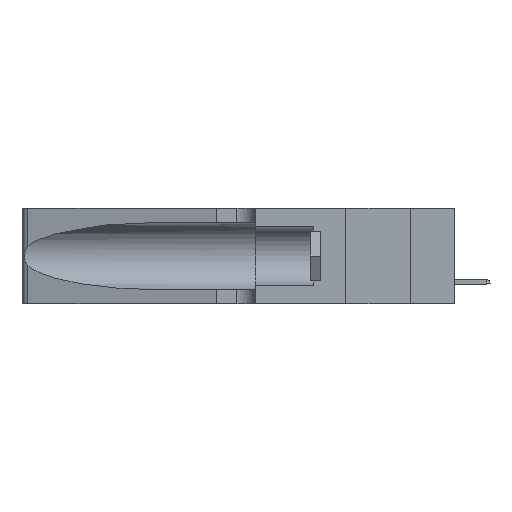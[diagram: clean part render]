
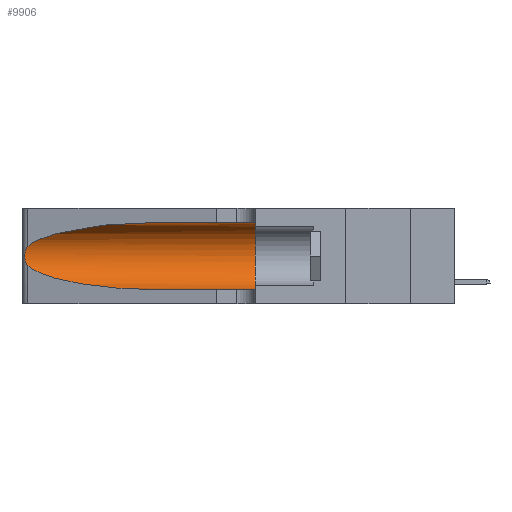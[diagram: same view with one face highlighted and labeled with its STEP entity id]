
A CAD part, left-side view. The second image highlights one B-rep face of the part: STEP entity #9906.
In plain terms, the highlighted cylindrical face has radius 3.308 mm (diameter 6.617 mm), a partial arc.
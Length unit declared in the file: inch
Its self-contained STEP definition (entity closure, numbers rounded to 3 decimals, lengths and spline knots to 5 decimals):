
#888 = EDGE_CURVE ( 'NONE', #13329, #22244, #13408, .T. ) ;
#1388 = DIRECTION ( 'NONE',  ( 0., 0., 1. ) ) ;
#1595 = CARTESIAN_POINT ( 'NONE',  ( 0.25555, 1.22994, 0.2215 ) ) ;
#1736 = CARTESIAN_POINT ( 'NONE',  ( 0.26075, 1.23896, 0.19203 ) ) ;
#1927 = CARTESIAN_POINT ( 'NONE',  ( 0.18966, 0.96281, 0.05475 ) ) ;
#2141 = DIRECTION ( 'NONE',  ( 0., -1., 0. ) ) ;
#3222 = CARTESIAN_POINT ( 'NONE',  ( 0.1305, 0.35, 0.185 ) ) ;
#3357 = ORIENTED_EDGE ( 'NONE', *, *, #4433, .T. ) ;
#3432 = CARTESIAN_POINT ( 'NONE',  ( 0.25555, 1.22993, 0.14849 ) ) ;
#3827 = CARTESIAN_POINT ( 'NONE',  ( 0.25856, 1.23593, 0.16098 ) ) ;
#3884 = CARTESIAN_POINT ( 'NONE',  ( 0.25487, 1.22718, 0.14631 ) ) ;
#4433 = EDGE_CURVE ( 'NONE', #13963, #11135, #20018, .T. ) ;
#4868 = VERTEX_POINT ( 'NONE', #19318 ) ;
#5283 = CARTESIAN_POINT ( 'NONE',  ( 0.1305, 0.35, 0.05475 ) ) ;
#5408 = CARTESIAN_POINT ( 'NONE',  ( 0.25854, 1.2359, 0.20912 ) ) ;
#6007 = ORIENTED_EDGE ( 'NONE', *, *, #11956, .T. ) ;
#6971 = EDGE_CURVE ( 'NONE', #20718, #11135, #21085, .T. ) ;
#7040 = EDGE_CURVE ( 'NONE', #4868, #20718, #9281, .T. ) ;
#7319 = CARTESIAN_POINT ( 'NONE',  ( 0.18966, 0.96281, 0.31525 ) ) ;
#7417 = CARTESIAN_POINT ( 'NONE',  ( 0.1305, 0.35, 0.31525 ) ) ;
#7763 = CARTESIAN_POINT ( 'NONE',  ( 0.26075, 1.23896, 0.178 ) ) ;
#7902 = CARTESIAN_POINT ( 'NONE',  ( 0.25487, 1.22718, 0.22369 ) ) ;
#9146 = DIRECTION ( 'NONE',  ( 0., -1., 0. ) ) ;
#9281 = LINE ( 'NONE', #21089, #16086 ) ;
#9628 = CARTESIAN_POINT ( 'NONE',  ( 0.25787, 1.23484, 0.2124 ) ) ;
#9678 = EDGE_CURVE ( 'NONE', #22244, #13963, #22560, .T. ) ;
#9756 = CARTESIAN_POINT ( 'NONE',  ( 0.25639, 1.23184, 0.21858 ) ) ;
#9898 = AXIS2_PLACEMENT_3D ( 'NONE', #15046, #25525, #11101 ) ;
#9906 = ADVANCED_FACE ( 'NONE', ( #21584 ), #17546, .F. ) ;
#10592 = CARTESIAN_POINT ( 'NONE',  ( 0.1305, 0.72297, 0.05475 ) ) ;
#10845 =( BOUNDED_CURVE ( )  B_SPLINE_CURVE ( 3, ( #15092, #7319, #13247, #15215 ),
 .UNSPECIFIED., .F., .F. ) 
 B_SPLINE_CURVE_WITH_KNOTS ( ( 4, 4 ),
 ( 1.5708, 2.84003 ),
 .UNSPECIFIED. ) 
 CURVE ( )  GEOMETRIC_REPRESENTATION_ITEM ( )  RATIONAL_B_SPLINE_CURVE ( ( 1., 0.87, 0.87, 1. ) ) 
 REPRESENTATION_ITEM ( '' )  );
#10972 = ORIENTED_EDGE ( 'NONE', *, *, #9678, .T. ) ;
#11101 = DIRECTION ( 'NONE',  ( 0., 0., -1. ) ) ;
#11135 = VERTEX_POINT ( 'NONE', #5283 ) ;
#11796 = EDGE_LOOP ( 'NONE', ( #6007, #13472, #10972, #3357, #15207, #24293 ) ) ;
#11926 = CARTESIAN_POINT ( 'NONE',  ( 0.2373, 1.15595, 0.08982 ) ) ;
#11956 = EDGE_CURVE ( 'NONE', #4868, #13329, #10845, .T. ) ;
#12982 = DIRECTION ( 'NONE',  ( 0., 1., 0. ) ) ;
#13247 = CARTESIAN_POINT ( 'NONE',  ( 0.2373, 1.15595, 0.28018 ) ) ;
#13329 = VERTEX_POINT ( 'NONE', #19054 ) ;
#13408 = B_SPLINE_CURVE_WITH_KNOTS ( 'NONE', 3,
 ( #7902, #1595, #9756, #9628, #5408, #13441, #1736, #7763, #17375, #3827, #23773, #21430, #3432, #23913 ),
 .UNSPECIFIED., .F., .F.,
 ( 4, 2, 2, 2, 2, 2, 4 ),
 ( 0., 0.00027, 0.00053, 0.00107, 0.0016, 0.00187, 0.00214 ),
 .UNSPECIFIED. ) ;
#13441 = CARTESIAN_POINT ( 'NONE',  ( 0.26018, 1.23835, 0.19895 ) ) ;
#13472 = ORIENTED_EDGE ( 'NONE', *, *, #888, .T. ) ;
#13963 = VERTEX_POINT ( 'NONE', #10592 ) ;
#15046 = CARTESIAN_POINT ( 'NONE',  ( 0.1305, 1.61858, 0.185 ) ) ;
#15092 = CARTESIAN_POINT ( 'NONE',  ( 0.1305, 0.72297, 0.31525 ) ) ;
#15207 = ORIENTED_EDGE ( 'NONE', *, *, #6971, .F. ) ;
#15215 = CARTESIAN_POINT ( 'NONE',  ( 0.25487, 1.22718, 0.22369 ) ) ;
#16086 = VECTOR ( 'NONE', #9146, 39.37008 ) ;
#17375 = CARTESIAN_POINT ( 'NONE',  ( 0.26017, 1.23833, 0.17102 ) ) ;
#17546 = CYLINDRICAL_SURFACE ( 'NONE', #9898, 0.13025 ) ;
#17763 = AXIS2_PLACEMENT_3D ( 'NONE', #3222, #12982, #1388 ) ;
#18255 = CARTESIAN_POINT ( 'NONE',  ( 0.25487, 1.22718, 0.14631 ) ) ;
#19054 = CARTESIAN_POINT ( 'NONE',  ( 0.25487, 1.22718, 0.22369 ) ) ;
#19318 = CARTESIAN_POINT ( 'NONE',  ( 0.1305, 0.72297, 0.31525 ) ) ;
#19929 = CARTESIAN_POINT ( 'NONE',  ( 0.1305, 0.72297, 0.05475 ) ) ;
#20018 = LINE ( 'NONE', #21703, #25070 ) ;
#20718 = VERTEX_POINT ( 'NONE', #7417 ) ;
#21085 = CIRCLE ( 'NONE', #17763, 0.13025 ) ;
#21089 = CARTESIAN_POINT ( 'NONE',  ( 0.1305, 1.61858, 0.31525 ) ) ;
#21430 = CARTESIAN_POINT ( 'NONE',  ( 0.25639, 1.23186, 0.15144 ) ) ;
#21584 = FACE_OUTER_BOUND ( 'NONE', #11796, .T. ) ;
#21703 = CARTESIAN_POINT ( 'NONE',  ( 0.1305, 1.61858, 0.05475 ) ) ;
#22244 = VERTEX_POINT ( 'NONE', #18255 ) ;
#22560 =( BOUNDED_CURVE ( )  B_SPLINE_CURVE ( 3, ( #3884, #11926, #1927, #19929 ),
 .UNSPECIFIED., .F., .T. ) 
 B_SPLINE_CURVE_WITH_KNOTS ( ( 4, 4 ),
 ( 3.44316, 4.71239 ),
 .UNSPECIFIED. ) 
 CURVE ( )  GEOMETRIC_REPRESENTATION_ITEM ( )  RATIONAL_B_SPLINE_CURVE ( ( 1., 0.87, 0.87, 1. ) ) 
 REPRESENTATION_ITEM ( '' )  );
#23773 = CARTESIAN_POINT ( 'NONE',  ( 0.25789, 1.23486, 0.15765 ) ) ;
#23913 = CARTESIAN_POINT ( 'NONE',  ( 0.25487, 1.22718, 0.14631 ) ) ;
#24293 = ORIENTED_EDGE ( 'NONE', *, *, #7040, .F. ) ;
#25070 = VECTOR ( 'NONE', #2141, 39.37008 ) ;
#25525 = DIRECTION ( 'NONE',  ( 0., -1., 0. ) ) ;
